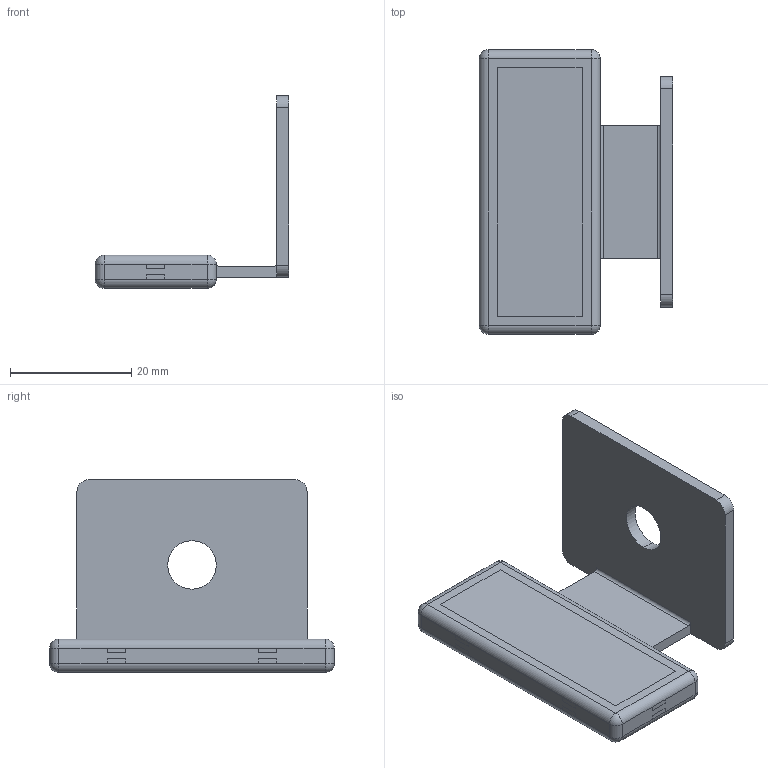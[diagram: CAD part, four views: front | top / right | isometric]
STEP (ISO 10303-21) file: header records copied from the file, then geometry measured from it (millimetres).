
FILE_DESCRIPTION (( 'STEP AP203' ), '1' );
FILE_NAME ('0947412D.STEP', '2021-12-12T11:26:55', ( '' ), ( '' ), 'SwSTEP 2.0', 'SolidWorks 2021', '' );
FILE_SCHEMA (( 'CONFIG_CONTROL_DESIGN' ));
Length unit declared in the file: millimetre
Products named in the file (1): 0947412D
Bounding box: 32 x 47 x 31.85 mm (x, y, z)
Volume: 7606.5 mm3; surface area: 7590.6 mm2
Topology: 2 solids, 2 shells, 243 faces, 709 edges, 426 vertices
Faces by surface type: plane 174, cylinder 45, sphere 24
Entity records: 7836 total; most frequent: ORIENTED_EDGE 1370, CARTESIAN_POINT 1355, DIRECTION 1315, EDGE_CURVE 685, LINE 543, VECTOR 543, VERTEX_POINT 426, AXIS2_PLACEMENT_3D 386
